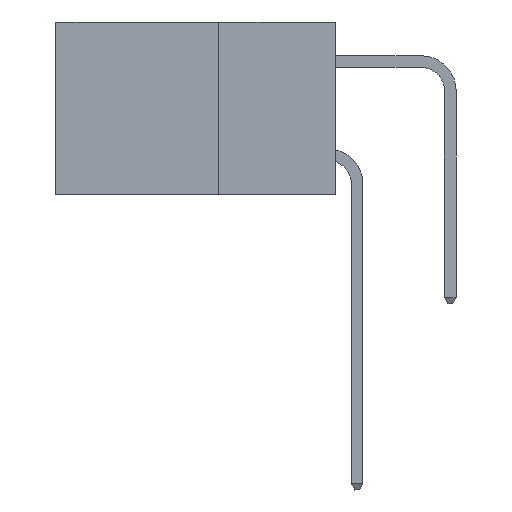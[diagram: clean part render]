
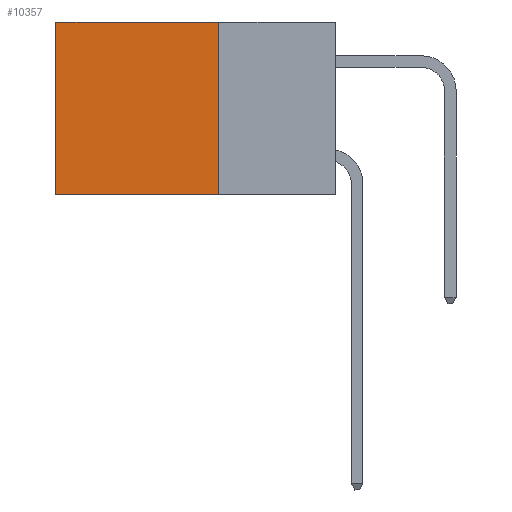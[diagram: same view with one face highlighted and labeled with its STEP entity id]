
A CAD part, left-side view. The second image highlights one B-rep face of the part: STEP entity #10357.
In plain terms, the highlighted planar face has unit normal (-1, 0, 0).
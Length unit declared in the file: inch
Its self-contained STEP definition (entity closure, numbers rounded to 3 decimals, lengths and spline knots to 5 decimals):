
#184 = EDGE_LOOP ( 'NONE', ( #18884, #34244, #8565, #14807 ) ) ;
#1112 = DIRECTION ( 'NONE',  ( 1., 0., 0. ) ) ;
#2224 = CARTESIAN_POINT ( 'NONE',  ( 0.2875, 0.6, 0. ) ) ;
#2955 = DIRECTION ( 'NONE',  ( 0., 0., -1. ) ) ;
#3213 = LINE ( 'NONE', #12002, #25700 ) ;
#4151 = VECTOR ( 'NONE', #35453, 39.37008 ) ;
#6327 = CARTESIAN_POINT ( 'NONE',  ( 0.2875, 0.6, 0. ) ) ;
#6724 = CARTESIAN_POINT ( 'NONE',  ( 0.2875, 0.25, -0.37 ) ) ;
#7238 = CARTESIAN_POINT ( 'NONE',  ( 0.2875, 0.6, -0.37 ) ) ;
#8565 = ORIENTED_EDGE ( 'NONE', *, *, #34449, .F. ) ;
#10287 = FACE_OUTER_BOUND ( 'NONE', #184, .T. ) ;
#10357 = ADVANCED_FACE ( 'NONE', ( #10287 ), #29772, .F. ) ;
#10689 = EDGE_CURVE ( 'NONE', #14999, #18110, #23003, .T. ) ;
#11635 = CARTESIAN_POINT ( 'NONE',  ( 0.2875, 0.25, 0. ) ) ;
#12002 = CARTESIAN_POINT ( 'NONE',  ( 0.2875, 0.25, 0. ) ) ;
#12590 = LINE ( 'NONE', #24049, #4151 ) ;
#12721 = VECTOR ( 'NONE', #24344, 39.37008 ) ;
#12891 = CARTESIAN_POINT ( 'NONE',  ( 0.2875, 0.25, 0. ) ) ;
#14807 = ORIENTED_EDGE ( 'NONE', *, *, #20166, .T. ) ;
#14999 = VERTEX_POINT ( 'NONE', #2224 ) ;
#18110 = VERTEX_POINT ( 'NONE', #7238 ) ;
#18884 = ORIENTED_EDGE ( 'NONE', *, *, #10689, .T. ) ;
#19070 = DIRECTION ( 'NONE',  ( 0., 0., -1. ) ) ;
#20166 = EDGE_CURVE ( 'NONE', #21530, #14999, #3213, .T. ) ;
#21290 = EDGE_CURVE ( 'NONE', #21928, #18110, #12590, .T. ) ;
#21530 = VERTEX_POINT ( 'NONE', #11635 ) ;
#21717 = CARTESIAN_POINT ( 'NONE',  ( 0.2875, 0.25, 0. ) ) ;
#21928 = VERTEX_POINT ( 'NONE', #6724 ) ;
#22295 = AXIS2_PLACEMENT_3D ( 'NONE', #21717, #1112, #19070 ) ;
#23003 = LINE ( 'NONE', #6327, #23526 ) ;
#23526 = VECTOR ( 'NONE', #2955, 39.37008 ) ;
#24049 = CARTESIAN_POINT ( 'NONE',  ( 0.2875, 0.25, -0.37 ) ) ;
#24344 = DIRECTION ( 'NONE',  ( 0., 0., -1. ) ) ;
#25700 = VECTOR ( 'NONE', #31676, 39.37008 ) ;
#27154 = LINE ( 'NONE', #12891, #12721 ) ;
#29772 = PLANE ( 'NONE',  #22295 ) ;
#31676 = DIRECTION ( 'NONE',  ( 0., 1., 0. ) ) ;
#34244 = ORIENTED_EDGE ( 'NONE', *, *, #21290, .F. ) ;
#34449 = EDGE_CURVE ( 'NONE', #21530, #21928, #27154, .T. ) ;
#35453 = DIRECTION ( 'NONE',  ( 0., 1., 0. ) ) ;
